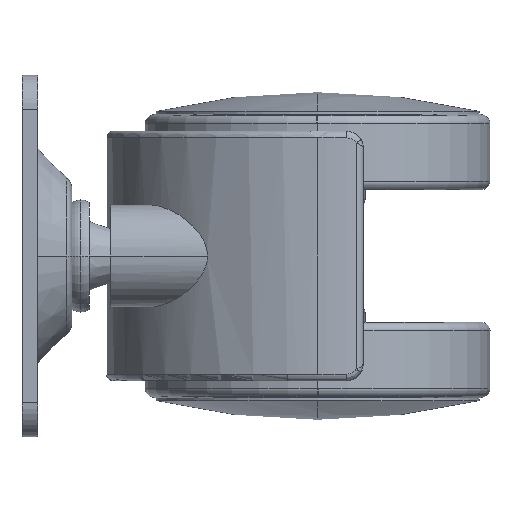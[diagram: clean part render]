
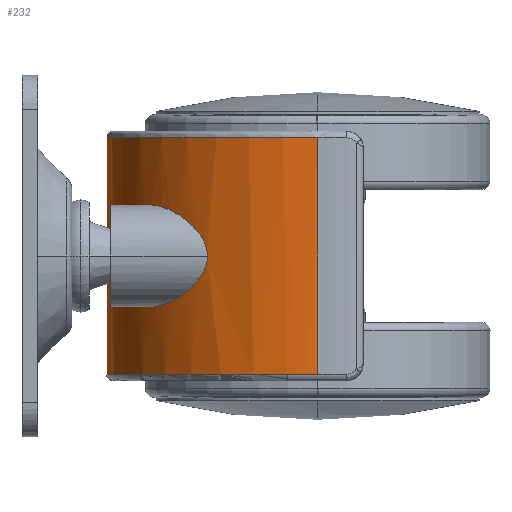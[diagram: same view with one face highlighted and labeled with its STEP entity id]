
A CAD part, left-side view. The second image highlights one B-rep face of the part: STEP entity #232.
In plain terms, the highlighted cylindrical face has radius 24.5 mm (diameter 49 mm), a partial arc.
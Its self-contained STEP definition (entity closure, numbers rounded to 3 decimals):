
#232=ADVANCED_FACE('',(#928,#929,#930),#931,.T.);
#928=FACE_BOUND('',#2153,.T.);
#929=FACE_BOUND('',#2154,.T.);
#930=FACE_OUTER_BOUND('',#2155,.T.);
#931=CYLINDRICAL_SURFACE('',#2156,24.5);
#2153=EDGE_LOOP('',(#5726,#5727,#5728,#5729));
#2154=EDGE_LOOP('',(#5730,#5731));
#2155=EDGE_LOOP('',(#5732,#5733,#5734,#5735,#5736,#5737));
#2156=AXIS2_PLACEMENT_3D('',#5738,#5739,#5740);
#5726=ORIENTED_EDGE('',*,*,#10202,.T.);
#5727=ORIENTED_EDGE('',*,*,#10203,.T.);
#5728=ORIENTED_EDGE('',*,*,#10204,.F.);
#5729=ORIENTED_EDGE('',*,*,#10205,.F.);
#5730=ORIENTED_EDGE('',*,*,#10206,.F.);
#5731=ORIENTED_EDGE('',*,*,#10207,.F.);
#5732=ORIENTED_EDGE('',*,*,#10208,.F.);
#5733=ORIENTED_EDGE('',*,*,#10141,.T.);
#5734=ORIENTED_EDGE('',*,*,#10209,.T.);
#5735=ORIENTED_EDGE('',*,*,#10196,.F.);
#5736=ORIENTED_EDGE('',*,*,#10210,.T.);
#5737=ORIENTED_EDGE('',*,*,#10149,.T.);
#5738=CARTESIAN_POINT('',(0.0,0.0,-14.5));
#5739=DIRECTION('',(0.0,0.0,-1.0));
#5740=DIRECTION('',(1.0,0.0,0.0));
#10141=EDGE_CURVE('',#11844,#11841,#11845,.T.);
#10149=EDGE_CURVE('',#11852,#11858,#11860,.T.);
#10196=EDGE_CURVE('',#11953,#11954,#11955,.T.);
#10202=EDGE_CURVE('',#11965,#11966,#11967,.T.);
#10203=EDGE_CURVE('',#11966,#11968,#11969,.T.);
#10204=EDGE_CURVE('',#11970,#11968,#11971,.T.);
#10205=EDGE_CURVE('',#11965,#11970,#11972,.T.);
#10206=EDGE_CURVE('',#11973,#11974,#11975,.T.);
#10207=EDGE_CURVE('',#11974,#11973,#11976,.T.);
#10208=EDGE_CURVE('',#11844,#11858,#11977,.T.);
#10209=EDGE_CURVE('',#11841,#11954,#11978,.T.);
#10210=EDGE_CURVE('',#11953,#11852,#11979,.T.);
#11841=VERTEX_POINT('',#14495);
#11844=VERTEX_POINT('',#14498);
#11845=CIRCLE('',#14499,24.5);
#11852=VERTEX_POINT('',#14506);
#11858=VERTEX_POINT('',#14512);
#11860=CIRCLE('',#14514,24.5);
#11953=VERTEX_POINT('',#14679);
#11954=VERTEX_POINT('',#14680);
#11955=LINE('',#14681,#14682);
#11965=VERTEX_POINT('',#14707);
#11966=VERTEX_POINT('',#14708);
#11967=LINE('',#14709,#14710);
#11968=VERTEX_POINT('',#14711);
#11969=CIRCLE('',#14712,24.5);
#11970=VERTEX_POINT('',#14713);
#11971=LINE('',#14714,#14715);
#11972=CIRCLE('',#14716,24.5);
#11973=VERTEX_POINT('',#14717);
#11974=VERTEX_POINT('',#14718);
#11975=B_SPLINE_CURVE_WITH_KNOTS('',3,(#14719,#14720,#14721,#14722,#14723,#14724,#14725,#14726,#14727,#14728,#14729,#14730,#14731,#14732,#14733,#14734,#14735,#14736,#14737,#14738,#14739,#14740,#14741,#14742,#14743,#14744),.UNSPECIFIED.,.F.,.F.,(4,1,1,1,1,1,1,1,1,1,1,1,1,1,1,1,1,1,1,1,1,1,1,4),(0.0,0.043,0.087,0.13,0.174,0.217,0.261,0.304,0.348,0.391,0.435,0.478,0.522,0.565,0.609,0.652,0.696,0.739,0.783,0.826,0.87,0.913,0.957,1.0),.UNSPECIFIED.);
#11976=B_SPLINE_CURVE_WITH_KNOTS('',3,(#14745,#14746,#14747,#14748,#14749,#14750,#14751,#14752,#14753,#14754,#14755,#14756,#14757,#14758,#14759,#14760,#14761,#14762,#14763,#14764,#14765,#14766,#14767,#14768,#14769,#14770),.UNSPECIFIED.,.F.,.F.,(4,1,1,1,1,1,1,1,1,1,1,1,1,1,1,1,1,1,1,1,1,1,1,4),(0.0,0.043,0.087,0.13,0.174,0.217,0.261,0.304,0.348,0.391,0.435,0.478,0.522,0.565,0.609,0.652,0.696,0.739,0.783,0.826,0.87,0.913,0.957,1.0),.UNSPECIFIED.);
#11977=LINE('',#14771,#14772);
#11978=CIRCLE('',#14773,24.5);
#11979=CIRCLE('',#14774,24.5);
#14495=CARTESIAN_POINT('',(-24.249,3.497,-13.7));
#14498=CARTESIAN_POINT('',(24.5,0.,-13.7));
#14499=AXIS2_PLACEMENT_3D('',#18539,#18540,#18541);
#14506=CARTESIAN_POINT('',(24.249,3.497,13.7));
#14512=CARTESIAN_POINT('',(24.5,0.,13.7));
#14514=AXIS2_PLACEMENT_3D('',#18563,#18564,#18565);
#14679=CARTESIAN_POINT('',(-24.5,0.,13.7));
#14680=CARTESIAN_POINT('',(-24.5,0.,-13.7));
#14681=CARTESIAN_POINT('',(-24.5,0.,0.));
#14682=VECTOR('',#18652,1.0);
#14707=CARTESIAN_POINT('',(24.362,2.6,-2.4));
#14708=CARTESIAN_POINT('',(24.362,2.6,2.4));
#14709=CARTESIAN_POINT('',(24.362,2.6,-2.4));
#14710=VECTOR('',#18660,4.8);
#14711=CARTESIAN_POINT('',(16.39,18.211,2.4));
#14712=AXIS2_PLACEMENT_3D('',#18661,#18662,#18663);
#14713=CARTESIAN_POINT('',(16.39,18.211,-2.4));
#14714=CARTESIAN_POINT('',(16.39,18.211,-2.4));
#14715=VECTOR('',#18664,4.8);
#14716=AXIS2_PLACEMENT_3D('',#18665,#18666,#18667);
#14717=CARTESIAN_POINT('',(-20.9,12.784,0.0));
#14718=CARTESIAN_POINT('',(-9.1,22.747,0.0));
#14719=CARTESIAN_POINT('',(-20.9,12.784,0.0));
#14720=CARTESIAN_POINT('',(-20.9,12.784,0.218));
#14721=CARTESIAN_POINT('',(-20.876,12.823,0.645));
#14722=CARTESIAN_POINT('',(-20.771,12.993,1.277));
#14723=CARTESIAN_POINT('',(-20.61,13.248,1.858));
#14724=CARTESIAN_POINT('',(-20.407,13.56,2.382));
#14725=CARTESIAN_POINT('',(-20.171,13.908,2.857));
#14726=CARTESIAN_POINT('',(-19.894,14.303,3.31));
#14727=CARTESIAN_POINT('',(-19.564,14.751,3.752));
#14728=CARTESIAN_POINT('',(-19.192,15.233,4.164));
#14729=CARTESIAN_POINT('',(-18.787,15.731,4.536));
#14730=CARTESIAN_POINT('',(-18.325,16.267,4.886));
#14731=CARTESIAN_POINT('',(-17.783,16.86,5.217));
#14732=CARTESIAN_POINT('',(-17.13,17.526,5.52));
#14733=CARTESIAN_POINT('',(-16.328,18.278,5.772));
#14734=CARTESIAN_POINT('',(-15.385,19.082,5.917));
#14735=CARTESIAN_POINT('',(-14.294,19.914,5.894));
#14736=CARTESIAN_POINT('',(-13.178,20.667,5.65));
#14737=CARTESIAN_POINT('',(-12.159,21.28,5.209));
#14738=CARTESIAN_POINT('',(-11.257,21.768,4.601));
#14739=CARTESIAN_POINT('',(-10.504,22.138,3.869));
#14740=CARTESIAN_POINT('',(-9.886,22.419,3.004));
#14741=CARTESIAN_POINT('',(-9.44,22.609,2.064));
#14742=CARTESIAN_POINT('',(-9.162,22.723,1.046));
#14743=CARTESIAN_POINT('',(-9.1,22.747,0.353));
#14744=CARTESIAN_POINT('',(-9.1,22.747,0.0));
#14745=CARTESIAN_POINT('',(-9.1,22.747,0.0));
#14746=CARTESIAN_POINT('',(-9.1,22.747,-0.352));
#14747=CARTESIAN_POINT('',(-9.161,22.723,-1.042));
#14748=CARTESIAN_POINT('',(-9.438,22.61,-2.057));
#14749=CARTESIAN_POINT('',(-9.881,22.421,-2.996));
#14750=CARTESIAN_POINT('',(-10.496,22.142,-3.859));
#14751=CARTESIAN_POINT('',(-11.244,21.774,-4.591));
#14752=CARTESIAN_POINT('',(-12.142,21.289,-5.2));
#14753=CARTESIAN_POINT('',(-13.158,20.68,-5.643));
#14754=CARTESIAN_POINT('',(-14.268,19.933,-5.891));
#14755=CARTESIAN_POINT('',(-15.36,19.102,-5.919));
#14756=CARTESIAN_POINT('',(-16.302,18.301,-5.777));
#14757=CARTESIAN_POINT('',(-17.104,17.551,-5.53));
#14758=CARTESIAN_POINT('',(-17.755,16.889,-5.231));
#14759=CARTESIAN_POINT('',(-18.296,16.3,-4.906));
#14760=CARTESIAN_POINT('',(-18.758,15.765,-4.56));
#14761=CARTESIAN_POINT('',(-19.167,15.265,-4.189));
#14762=CARTESIAN_POINT('',(-19.547,14.775,-3.774));
#14763=CARTESIAN_POINT('',(-19.884,14.317,-3.326));
#14764=CARTESIAN_POINT('',(-20.166,13.915,-2.866));
#14765=CARTESIAN_POINT('',(-20.406,13.561,-2.385));
#14766=CARTESIAN_POINT('',(-20.61,13.248,-1.857));
#14767=CARTESIAN_POINT('',(-20.771,12.993,-1.277));
#14768=CARTESIAN_POINT('',(-20.876,12.823,-0.647));
#14769=CARTESIAN_POINT('',(-20.9,12.784,-0.218));
#14770=CARTESIAN_POINT('',(-20.9,12.784,0.0));
#14771=CARTESIAN_POINT('',(24.5,0.,0.));
#14772=VECTOR('',#18668,1.0);
#14773=AXIS2_PLACEMENT_3D('',#18669,#18670,#18671);
#14774=AXIS2_PLACEMENT_3D('',#18672,#18673,#18674);
#18539=CARTESIAN_POINT('',(0.0,0.0,-13.7));
#18540=DIRECTION('',(0.0,0.0,1.0));
#18541=DIRECTION('',(0.99,-0.139,0.0));
#18563=CARTESIAN_POINT('',(0.0,0.0,13.7));
#18564=DIRECTION('',(-0.0,0.0,-1.0));
#18565=DIRECTION('',(-0.99,-0.139,0.0));
#18652=DIRECTION('',(0.0,0.0,-1.0));
#18660=DIRECTION('',(0.0,0.0,1.0));
#18661=CARTESIAN_POINT('',(0.0,0.0,2.4));
#18662=DIRECTION('',(0.0,-0.0,1.0));
#18663=DIRECTION('',(0.994,0.106,0.0));
#18664=DIRECTION('',(0.0,0.0,1.0));
#18665=CARTESIAN_POINT('',(0.0,0.0,-2.4));
#18666=DIRECTION('',(0.0,-0.0,1.0));
#18667=DIRECTION('',(0.994,0.106,0.0));
#18668=DIRECTION('',(-0.0,-0.0,1.0));
#18669=CARTESIAN_POINT('',(0.0,0.0,-13.7));
#18670=DIRECTION('',(0.0,0.0,1.0));
#18671=DIRECTION('',(0.99,-0.139,0.0));
#18672=CARTESIAN_POINT('',(0.0,0.0,13.7));
#18673=DIRECTION('',(-0.0,0.0,-1.0));
#18674=DIRECTION('',(-0.99,-0.139,0.0));
